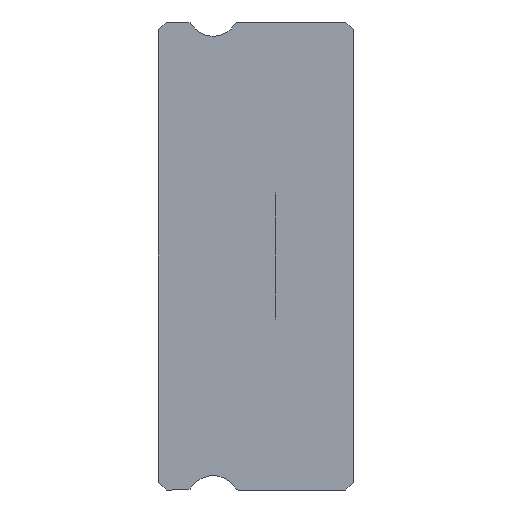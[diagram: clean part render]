
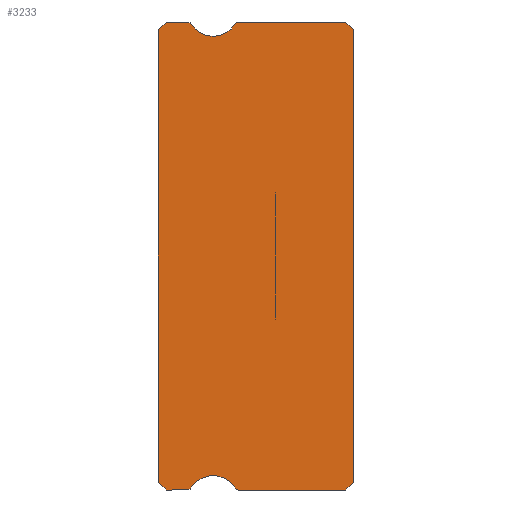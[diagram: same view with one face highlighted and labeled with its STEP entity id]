
A CAD part, left-side view. The second image highlights one B-rep face of the part: STEP entity #3233.
In plain terms, the highlighted planar face has unit normal (-1, 0, 0).
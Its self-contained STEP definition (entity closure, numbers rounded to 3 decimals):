
#3 = VERTEX_POINT ( 'NONE', #1498 ) ;
#5 = DIRECTION ( 'NONE',  ( 0., 0., -1. ) ) ;
#136 = ORIENTED_EDGE ( 'NONE', *, *, #3415, .F. ) ;
#139 = LINE ( 'NONE', #2871, #1128 ) ;
#161 = EDGE_CURVE ( 'NONE', #3942, #4964, #3485, .T. ) ;
#169 = ORIENTED_EDGE ( 'NONE', *, *, #3250, .T. ) ;
#185 = DIRECTION ( 'NONE',  ( 0., -1., 0. ) ) ;
#193 = VERTEX_POINT ( 'NONE', #3558 ) ;
#220 = DIRECTION ( 'NONE',  ( 0., -0.707, -0.707 ) ) ;
#293 = AXIS2_PLACEMENT_3D ( 'NONE', #731, #2326, #2681 ) ;
#326 = CARTESIAN_POINT ( 'NONE',  ( -5., 7.5, 8.7 ) ) ;
#387 = CARTESIAN_POINT ( 'NONE',  ( -5., 4.419, 8.85 ) ) ;
#442 = LINE ( 'NONE', #2094, #1076 ) ;
#559 = LINE ( 'NONE', #1682, #706 ) ;
#579 = ORIENTED_EDGE ( 'NONE', *, *, #4610, .F. ) ;
#706 = VECTOR ( 'NONE', #2840, 1000. ) ;
#731 = CARTESIAN_POINT ( 'NONE',  ( -5., 6.381, 8.85 ) ) ;
#741 = AXIS2_PLACEMENT_3D ( 'NONE', #387, #3477, #5 ) ;
#755 = LINE ( 'NONE', #4672, #934 ) ;
#788 = ORIENTED_EDGE ( 'NONE', *, *, #161, .F. ) ;
#813 = VERTEX_POINT ( 'NONE', #1311 ) ;
#847 = CIRCLE ( 'NONE', #1742, 0.15 ) ;
#857 = CIRCLE ( 'NONE', #2559, 0.15 ) ;
#934 = VECTOR ( 'NONE', #3162, 1000. ) ;
#957 = LINE ( 'NONE', #1824, #1206 ) ;
#1002 = CARTESIAN_POINT ( 'NONE',  ( -5., 4.419, 9. ) ) ;
#1076 = VECTOR ( 'NONE', #2827, 1000. ) ;
#1112 = EDGE_CURVE ( 'NONE', #4289, #4419, #3007, .T. ) ;
#1128 = VECTOR ( 'NONE', #2491, 1000. ) ;
#1190 = CARTESIAN_POINT ( 'NONE',  ( -5., 4.419, -9. ) ) ;
#1194 = VERTEX_POINT ( 'NONE', #3368 ) ;
#1205 = DIRECTION ( 'NONE',  ( 0., 0., -1. ) ) ;
#1206 = VECTOR ( 'NONE', #220, 1000. ) ;
#1221 = DIRECTION ( 'NONE',  ( 0., -0.707, -0.707 ) ) ;
#1277 = VERTEX_POINT ( 'NONE', #2269 ) ;
#1285 = VERTEX_POINT ( 'NONE', #1190 ) ;
#1311 = CARTESIAN_POINT ( 'NONE',  ( -5., 7.2, 9. ) ) ;
#1313 = EDGE_CURVE ( 'NONE', #1194, #4289, #2933, .T. ) ;
#1334 = CARTESIAN_POINT ( 'NONE',  ( -5., 6.381, -9. ) ) ;
#1354 = VECTOR ( 'NONE', #1221, 1000. ) ;
#1365 = CARTESIAN_POINT ( 'NONE',  ( -5., 0.3, 9. ) ) ;
#1438 = CARTESIAN_POINT ( 'NONE',  ( -5., 0., 8.7 ) ) ;
#1498 = CARTESIAN_POINT ( 'NONE',  ( -5., 0., 8.7 ) ) ;
#1517 = EDGE_CURVE ( 'NONE', #813, #4964, #442, .T. ) ;
#1534 = ORIENTED_EDGE ( 'NONE', *, *, #3898, .F. ) ;
#1583 = CARTESIAN_POINT ( 'NONE',  ( -5., 4.419, -8.85 ) ) ;
#1594 = VERTEX_POINT ( 'NONE', #1365 ) ;
#1595 = DIRECTION ( 'NONE',  ( 0., 0., 1. ) ) ;
#1622 = CARTESIAN_POINT ( 'NONE',  ( -5., 7.2, -9. ) ) ;
#1682 = CARTESIAN_POINT ( 'NONE',  ( -5., 6.381, -9. ) ) ;
#1696 = ORIENTED_EDGE ( 'NONE', *, *, #2991, .F. ) ;
#1742 = AXIS2_PLACEMENT_3D ( 'NONE', #1583, #3920, #4959 ) ;
#1790 = VERTEX_POINT ( 'NONE', #3203 ) ;
#1824 = CARTESIAN_POINT ( 'NONE',  ( -5., 0.3, 9. ) ) ;
#1840 = CIRCLE ( 'NONE', #4340, 1. ) ;
#1889 = DIRECTION ( 'NONE',  ( -1., 0., 0. ) ) ;
#1939 = VECTOR ( 'NONE', #4449, 1000. ) ;
#1945 = FACE_OUTER_BOUND ( 'NONE', #2841, .T. ) ;
#1971 = PLANE ( 'NONE',  #293 ) ;
#1988 = DIRECTION ( 'NONE',  ( -1., 0., 0. ) ) ;
#1994 = EDGE_CURVE ( 'NONE', #1277, #1790, #3377, .T. ) ;
#2094 = CARTESIAN_POINT ( 'NONE',  ( -5., 7.5, 8.7 ) ) ;
#2196 = ORIENTED_EDGE ( 'NONE', *, *, #1112, .F. ) ;
#2269 = CARTESIAN_POINT ( 'NONE',  ( -5., 0., -8.7 ) ) ;
#2278 = ORIENTED_EDGE ( 'NONE', *, *, #4790, .F. ) ;
#2323 = ORIENTED_EDGE ( 'NONE', *, *, #3296, .T. ) ;
#2326 = DIRECTION ( 'NONE',  ( 1., 0., 0. ) ) ;
#2335 = CARTESIAN_POINT ( 'NONE',  ( -5., 5.4, -9.45 ) ) ;
#2342 = EDGE_CURVE ( 'NONE', #4674, #193, #1840, .T. ) ;
#2392 = EDGE_CURVE ( 'NONE', #1790, #1285, #559, .T. ) ;
#2415 = DIRECTION ( 'NONE',  ( 0., 0., -1. ) ) ;
#2449 = DIRECTION ( 'NONE',  ( 0., 0., -1. ) ) ;
#2490 = VERTEX_POINT ( 'NONE', #3545 ) ;
#2491 = DIRECTION ( 'NONE',  ( 0., -1., 0. ) ) ;
#2496 = CARTESIAN_POINT ( 'NONE',  ( -5., 5.4, 9.45 ) ) ;
#2538 = ORIENTED_EDGE ( 'NONE', *, *, #4676, .T. ) ;
#2559 = AXIS2_PLACEMENT_3D ( 'NONE', #3632, #4313, #2449 ) ;
#2595 = CARTESIAN_POINT ( 'NONE',  ( -5., 0., -8.7 ) ) ;
#2615 = CIRCLE ( 'NONE', #4375, 1. ) ;
#2681 = DIRECTION ( 'NONE',  ( 0., 0., -1. ) ) ;
#2789 = VERTEX_POINT ( 'NONE', #4385 ) ;
#2821 = CIRCLE ( 'NONE', #4104, 0.15 ) ;
#2823 = LINE ( 'NONE', #1334, #4796 ) ;
#2827 = DIRECTION ( 'NONE',  ( 0., 0.707, -0.707 ) ) ;
#2840 = DIRECTION ( 'NONE',  ( 0., 1., 0. ) ) ;
#2841 = EDGE_LOOP ( 'NONE', ( #788, #169, #2538, #4724, #4988, #579, #4196, #3114, #4029, #1696, #2278, #2196, #4342, #1534, #136, #2323, #4576 ) ) ;
#2871 = CARTESIAN_POINT ( 'NONE',  ( -5., 6.381, 9. ) ) ;
#2901 = CARTESIAN_POINT ( 'NONE',  ( -5., 7.5, -8.7 ) ) ;
#2919 = LINE ( 'NONE', #1438, #1939 ) ;
#2933 = CIRCLE ( 'NONE', #3337, 1. ) ;
#2991 = EDGE_CURVE ( 'NONE', #1594, #3, #957, .T. ) ;
#3007 = CIRCLE ( 'NONE', #741, 0.15 ) ;
#3022 = VERTEX_POINT ( 'NONE', #4896 ) ;
#3114 = ORIENTED_EDGE ( 'NONE', *, *, #1994, .F. ) ;
#3162 = DIRECTION ( 'NONE',  ( 0., 1., 0. ) ) ;
#3177 = CARTESIAN_POINT ( 'NONE',  ( -5., 4.547, -8.928 ) ) ;
#3203 = CARTESIAN_POINT ( 'NONE',  ( -5., 0.3, -9. ) ) ;
#3233 = ADVANCED_FACE ( 'NONE', ( #1945 ), #1971, .F. ) ;
#3250 = EDGE_CURVE ( 'NONE', #3942, #3661, #3852, .T. ) ;
#3296 = EDGE_CURVE ( 'NONE', #2789, #813, #755, .T. ) ;
#3337 = AXIS2_PLACEMENT_3D ( 'NONE', #3408, #1889, #4938 ) ;
#3368 = CARTESIAN_POINT ( 'NONE',  ( -5., 5.4, 8.45 ) ) ;
#3377 = LINE ( 'NONE', #2595, #4364 ) ;
#3408 = CARTESIAN_POINT ( 'NONE',  ( -5., 5.4, 9.45 ) ) ;
#3415 = EDGE_CURVE ( 'NONE', #2789, #3022, #857, .T. ) ;
#3477 = DIRECTION ( 'NONE',  ( 1., 0., 0. ) ) ;
#3485 = LINE ( 'NONE', #4283, #4075 ) ;
#3545 = CARTESIAN_POINT ( 'NONE',  ( -5., 6.381, -9. ) ) ;
#3558 = CARTESIAN_POINT ( 'NONE',  ( -5., 6.253, -8.928 ) ) ;
#3632 = CARTESIAN_POINT ( 'NONE',  ( -5., 6.381, 8.85 ) ) ;
#3661 = VERTEX_POINT ( 'NONE', #3897 ) ;
#3790 = CARTESIAN_POINT ( 'NONE',  ( -5., 4.547, 8.928 ) ) ;
#3852 = LINE ( 'NONE', #1622, #1354 ) ;
#3897 = CARTESIAN_POINT ( 'NONE',  ( -5., 7.2, -9. ) ) ;
#3898 = EDGE_CURVE ( 'NONE', #3022, #1194, #2615, .T. ) ;
#3914 = DIRECTION ( 'NONE',  ( -1., 0., 0. ) ) ;
#3920 = DIRECTION ( 'NONE',  ( 1., 0., 0. ) ) ;
#3942 = VERTEX_POINT ( 'NONE', #2901 ) ;
#4029 = ORIENTED_EDGE ( 'NONE', *, *, #4942, .T. ) ;
#4045 = DIRECTION ( 'NONE',  ( 1., 0., 0. ) ) ;
#4075 = VECTOR ( 'NONE', #1595, 1000. ) ;
#4104 = AXIS2_PLACEMENT_3D ( 'NONE', #4708, #4045, #2415 ) ;
#4125 = DIRECTION ( 'NONE',  ( 0., 0.707, -0.707 ) ) ;
#4196 = ORIENTED_EDGE ( 'NONE', *, *, #2392, .F. ) ;
#4283 = CARTESIAN_POINT ( 'NONE',  ( -5., 7.5, 8.85 ) ) ;
#4289 = VERTEX_POINT ( 'NONE', #3790 ) ;
#4313 = DIRECTION ( 'NONE',  ( 1., 0., 0. ) ) ;
#4340 = AXIS2_PLACEMENT_3D ( 'NONE', #2335, #3914, #1205 ) ;
#4342 = ORIENTED_EDGE ( 'NONE', *, *, #1313, .F. ) ;
#4353 = DIRECTION ( 'NONE',  ( 0., 0., -1. ) ) ;
#4364 = VECTOR ( 'NONE', #4125, 1000. ) ;
#4375 = AXIS2_PLACEMENT_3D ( 'NONE', #2496, #1988, #4353 ) ;
#4385 = CARTESIAN_POINT ( 'NONE',  ( -5., 6.381, 9. ) ) ;
#4419 = VERTEX_POINT ( 'NONE', #1002 ) ;
#4449 = DIRECTION ( 'NONE',  ( 0., 0., 1. ) ) ;
#4576 = ORIENTED_EDGE ( 'NONE', *, *, #1517, .T. ) ;
#4610 = EDGE_CURVE ( 'NONE', #1285, #4674, #847, .T. ) ;
#4672 = CARTESIAN_POINT ( 'NONE',  ( -5., 7.2, 9. ) ) ;
#4674 = VERTEX_POINT ( 'NONE', #3177 ) ;
#4676 = EDGE_CURVE ( 'NONE', #3661, #2490, #2823, .T. ) ;
#4681 = EDGE_CURVE ( 'NONE', #193, #2490, #2821, .T. ) ;
#4708 = CARTESIAN_POINT ( 'NONE',  ( -5., 6.381, -8.85 ) ) ;
#4724 = ORIENTED_EDGE ( 'NONE', *, *, #4681, .F. ) ;
#4790 = EDGE_CURVE ( 'NONE', #4419, #1594, #139, .T. ) ;
#4796 = VECTOR ( 'NONE', #185, 1000. ) ;
#4896 = CARTESIAN_POINT ( 'NONE',  ( -5., 6.253, 8.928 ) ) ;
#4938 = DIRECTION ( 'NONE',  ( 0., 0., -1. ) ) ;
#4942 = EDGE_CURVE ( 'NONE', #1277, #3, #2919, .T. ) ;
#4959 = DIRECTION ( 'NONE',  ( 0., 0., -1. ) ) ;
#4964 = VERTEX_POINT ( 'NONE', #326 ) ;
#4988 = ORIENTED_EDGE ( 'NONE', *, *, #2342, .F. ) ;
